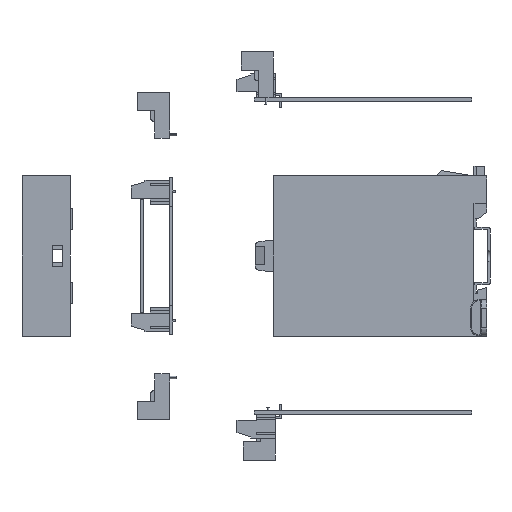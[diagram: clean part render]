
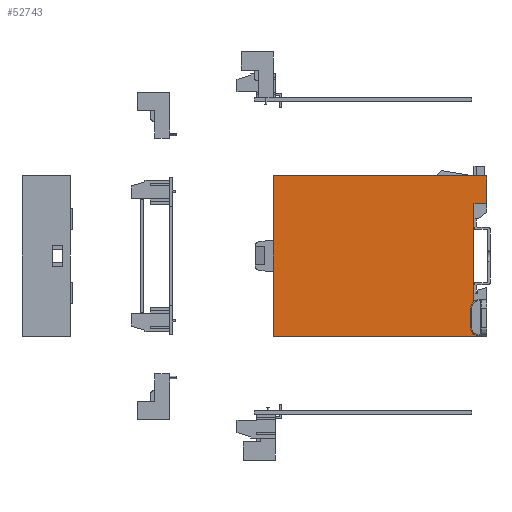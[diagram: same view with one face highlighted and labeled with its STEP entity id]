
A CAD part, left-side view. The second image highlights one B-rep face of the part: STEP entity #52743.
In plain terms, the highlighted planar face has unit normal (-1, 0, 0).
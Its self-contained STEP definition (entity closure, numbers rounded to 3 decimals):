
#723 = CARTESIAN_POINT ( 'NONE',  ( -22.5, 6., 24.5 ) ) ;
#1017 = FACE_BOUND ( 'NONE', #5118, .T. ) ;
#1865 = DIRECTION ( 'NONE',  ( 0., 0., 1. ) ) ;
#3113 = CARTESIAN_POINT ( 'NONE',  ( -22.5, 2.8, -35. ) ) ;
#3490 = CARTESIAN_POINT ( 'NONE',  ( -22.5, 100., -37.5 ) ) ;
#3798 = ORIENTED_EDGE ( 'NONE', *, *, #46963, .T. ) ;
#5118 = EDGE_LOOP ( 'NONE', ( #31233, #46080 ) ) ;
#5486 = AXIS2_PLACEMENT_3D ( 'NONE', #3490, #15619, #48283 ) ;
#5565 = DIRECTION ( 'NONE',  ( 0., -1., 0. ) ) ;
#6818 = EDGE_CURVE ( 'NONE', #21052, #53201, #38636, .T. ) ;
#7116 = VECTOR ( 'NONE', #20741, 1000. ) ;
#7409 = EDGE_CURVE ( 'NONE', #31997, #12814, #26930, .T. ) ;
#8720 = DIRECTION ( 'NONE',  ( 0., 0., 1. ) ) ;
#9006 = LINE ( 'NONE', #16605, #42543 ) ;
#10369 = DIRECTION ( 'NONE',  ( -1., 0., 0. ) ) ;
#11154 = ORIENTED_EDGE ( 'NONE', *, *, #25723, .F. ) ;
#12814 = VERTEX_POINT ( 'NONE', #41882 ) ;
#13340 = VERTEX_POINT ( 'NONE', #20725 ) ;
#13548 = CARTESIAN_POINT ( 'NONE',  ( -22.5, 100., -37.5 ) ) ;
#14584 = ORIENTED_EDGE ( 'NONE', *, *, #7409, .F. ) ;
#14648 = ORIENTED_EDGE ( 'NONE', *, *, #35491, .F. ) ;
#14864 = CARTESIAN_POINT ( 'NONE',  ( -22.5, 6., -21. ) ) ;
#15298 = LINE ( 'NONE', #34681, #36612 ) ;
#15619 = DIRECTION ( 'NONE',  ( 1., 0., 0. ) ) ;
#16039 = VECTOR ( 'NONE', #23692, 1000. ) ;
#16336 = AXIS2_PLACEMENT_3D ( 'NONE', #3113, #36717, #36015 ) ;
#16605 = CARTESIAN_POINT ( 'NONE',  ( -22.5, 100., -37.5 ) ) ;
#17150 = DIRECTION ( 'NONE',  ( 0., -1., 0. ) ) ;
#18519 = VERTEX_POINT ( 'NONE', #36797 ) ;
#18674 = CARTESIAN_POINT ( 'NONE',  ( -22.5, 2.8, -24. ) ) ;
#18827 = ORIENTED_EDGE ( 'NONE', *, *, #35808, .T. ) ;
#19191 = CARTESIAN_POINT ( 'NONE',  ( -22.5, 6., -21. ) ) ;
#19291 = AXIS2_PLACEMENT_3D ( 'NONE', #18674, #10369, #1865 ) ;
#19878 = EDGE_CURVE ( 'NONE', #34320, #50435, #30368, .T. ) ;
#20345 = ORIENTED_EDGE ( 'NONE', *, *, #6818, .F. ) ;
#20411 = FACE_OUTER_BOUND ( 'NONE', #22535, .T. ) ;
#20725 = CARTESIAN_POINT ( 'NONE',  ( -22.5, 100., -37.5 ) ) ;
#20741 = DIRECTION ( 'NONE',  ( 0., 0., 1. ) ) ;
#21052 = VERTEX_POINT ( 'NONE', #723 ) ;
#22424 = ORIENTED_EDGE ( 'NONE', *, *, #50623, .T. ) ;
#22535 = EDGE_LOOP ( 'NONE', ( #32123, #23485, #22424, #37744, #11154, #20345, #3798, #18827 ) ) ;
#22858 = LINE ( 'NONE', #13548, #29981 ) ;
#23343 = EDGE_CURVE ( 'NONE', #28524, #38533, #38955, .T. ) ;
#23485 = ORIENTED_EDGE ( 'NONE', *, *, #40137, .F. ) ;
#23692 = DIRECTION ( 'NONE',  ( 0., -1., 0. ) ) ;
#24596 = CARTESIAN_POINT ( 'NONE',  ( -22.5, 0., -37.5 ) ) ;
#25122 = DIRECTION ( 'NONE',  ( -1., 0., 0. ) ) ;
#25390 = AXIS2_PLACEMENT_3D ( 'NONE', #30717, #30898, #50747 ) ;
#25723 = EDGE_CURVE ( 'NONE', #53201, #50435, #27024, .T. ) ;
#26605 = CARTESIAN_POINT ( 'NONE',  ( -22.5, 2.8, -33.25 ) ) ;
#26930 = CIRCLE ( 'NONE', #19291, 1.75 ) ;
#27024 = LINE ( 'NONE', #14864, #16039 ) ;
#28524 = VERTEX_POINT ( 'NONE', #47588 ) ;
#29058 = CARTESIAN_POINT ( 'NONE',  ( -22.5, 0., -37.5 ) ) ;
#29638 = CARTESIAN_POINT ( 'NONE',  ( -22.5, 6., 24.5 ) ) ;
#29657 = VECTOR ( 'NONE', #38789, 1000. ) ;
#29981 = VECTOR ( 'NONE', #45867, 1000. ) ;
#30368 = LINE ( 'NONE', #24596, #51025 ) ;
#30717 = CARTESIAN_POINT ( 'NONE',  ( -22.5, 2.8, -24. ) ) ;
#30898 = DIRECTION ( 'NONE',  ( -1., 0., 0. ) ) ;
#31059 = EDGE_CURVE ( 'NONE', #38533, #28524, #53261, .T. ) ;
#31233 = ORIENTED_EDGE ( 'NONE', *, *, #31059, .F. ) ;
#31913 = EDGE_LOOP ( 'NONE', ( #14648, #14584 ) ) ;
#31997 = VERTEX_POINT ( 'NONE', #53554 ) ;
#32123 = ORIENTED_EDGE ( 'NONE', *, *, #47145, .F. ) ;
#33164 = CARTESIAN_POINT ( 'NONE',  ( -22.5, 0., 37.5 ) ) ;
#33713 = CIRCLE ( 'NONE', #25390, 1.75 ) ;
#34102 = VECTOR ( 'NONE', #17150, 1000. ) ;
#34320 = VERTEX_POINT ( 'NONE', #53229 ) ;
#34681 = CARTESIAN_POINT ( 'NONE',  ( -22.5, 100., 37.5 ) ) ;
#35317 = FACE_BOUND ( 'NONE', #31913, .T. ) ;
#35491 = EDGE_CURVE ( 'NONE', #12814, #31997, #33713, .T. ) ;
#35808 = EDGE_CURVE ( 'NONE', #18519, #46307, #47792, .T. ) ;
#36015 = DIRECTION ( 'NONE',  ( 0., 0., 1. ) ) ;
#36612 = VECTOR ( 'NONE', #5565, 1000. ) ;
#36717 = DIRECTION ( 'NONE',  ( -1., 0., 0. ) ) ;
#36797 = CARTESIAN_POINT ( 'NONE',  ( -22.5, 0., 24.5 ) ) ;
#37057 = CARTESIAN_POINT ( 'NONE',  ( -22.5, 2.8, -35. ) ) ;
#37514 = CARTESIAN_POINT ( 'NONE',  ( -22.5, 100., 37.5 ) ) ;
#37744 = ORIENTED_EDGE ( 'NONE', *, *, #19878, .T. ) ;
#38533 = VERTEX_POINT ( 'NONE', #26605 ) ;
#38636 = LINE ( 'NONE', #51240, #29657 ) ;
#38789 = DIRECTION ( 'NONE',  ( 0., 0., -1. ) ) ;
#38955 = CIRCLE ( 'NONE', #16336, 1.75 ) ;
#40137 = EDGE_CURVE ( 'NONE', #13340, #47571, #22858, .T. ) ;
#40159 = PLANE ( 'NONE',  #5486 ) ;
#41882 = CARTESIAN_POINT ( 'NONE',  ( -22.5, 2.8, -22.25 ) ) ;
#42543 = VECTOR ( 'NONE', #45455, 1000. ) ;
#42875 = AXIS2_PLACEMENT_3D ( 'NONE', #37057, #25122, #45511 ) ;
#43114 = LINE ( 'NONE', #29638, #34102 ) ;
#45455 = DIRECTION ( 'NONE',  ( 0., -1., 0. ) ) ;
#45511 = DIRECTION ( 'NONE',  ( 0., 0., 1. ) ) ;
#45867 = DIRECTION ( 'NONE',  ( 0., 0., 1. ) ) ;
#46080 = ORIENTED_EDGE ( 'NONE', *, *, #23343, .F. ) ;
#46307 = VERTEX_POINT ( 'NONE', #33164 ) ;
#46963 = EDGE_CURVE ( 'NONE', #21052, #18519, #43114, .T. ) ;
#47145 = EDGE_CURVE ( 'NONE', #47571, #46307, #15298, .T. ) ;
#47571 = VERTEX_POINT ( 'NONE', #37514 ) ;
#47588 = CARTESIAN_POINT ( 'NONE',  ( -22.5, 2.8, -36.75 ) ) ;
#47792 = LINE ( 'NONE', #29058, #7116 ) ;
#48283 = DIRECTION ( 'NONE',  ( 0., 0., -1. ) ) ;
#50435 = VERTEX_POINT ( 'NONE', #52552 ) ;
#50623 = EDGE_CURVE ( 'NONE', #13340, #34320, #9006, .T. ) ;
#50747 = DIRECTION ( 'NONE',  ( 0., 0., 1. ) ) ;
#51025 = VECTOR ( 'NONE', #8720, 1000. ) ;
#51240 = CARTESIAN_POINT ( 'NONE',  ( -22.5, 6., 24.5 ) ) ;
#52552 = CARTESIAN_POINT ( 'NONE',  ( -22.5, 0., -21. ) ) ;
#52743 = ADVANCED_FACE ( 'NONE', ( #35317, #1017, #20411 ), #40159, .F. ) ;
#53201 = VERTEX_POINT ( 'NONE', #19191 ) ;
#53229 = CARTESIAN_POINT ( 'NONE',  ( -22.5, 0., -37.5 ) ) ;
#53261 = CIRCLE ( 'NONE', #42875, 1.75 ) ;
#53554 = CARTESIAN_POINT ( 'NONE',  ( -22.5, 2.8, -25.75 ) ) ;
